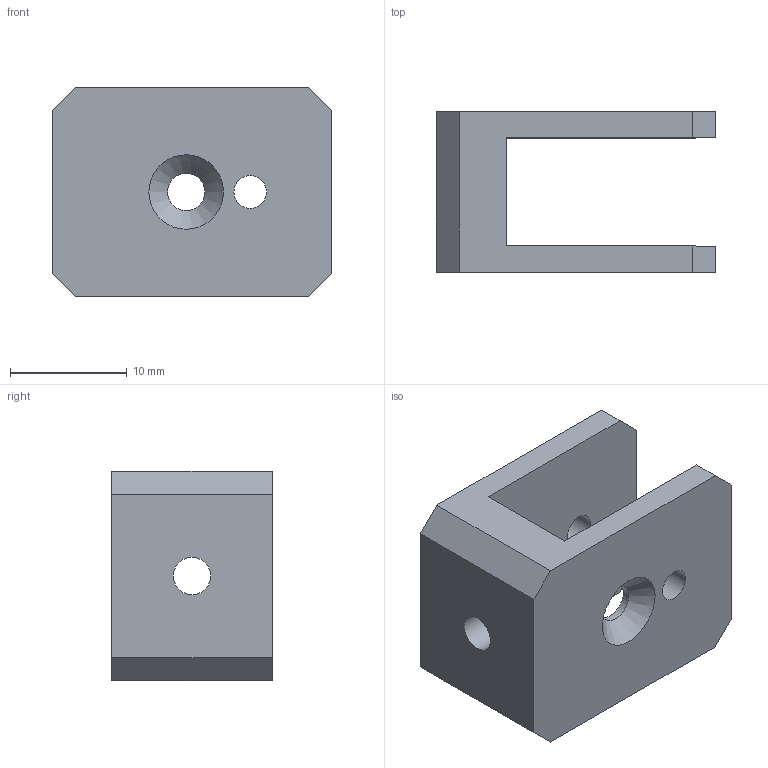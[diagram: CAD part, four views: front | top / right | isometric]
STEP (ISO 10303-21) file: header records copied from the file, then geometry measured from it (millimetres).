
FILE_DESCRIPTION(('FreeCAD Model'),'2;1');
FILE_NAME('Open CASCADE Shape Model','2021-12-18T10:35:10',('Author'),( ''),'Open CASCADE STEP processor 7.5','FreeCAD','Unknown');
FILE_SCHEMA(('AUTOMOTIVE_DESIGN { 1 0 10303 214 1 1 1 1 }'));
Length unit declared in the file: millimetre
Products named in the file (1): drilled-sync-holder
Bounding box: 24 x 13.8 x 18 mm (x, y, z)
Volume: 2691.6 mm3; surface area: 2347.9 mm2
Topology: 1 solids, 1 shells, 30 faces, 79 edges, 52 vertices
Faces by surface type: plane 23, cylinder 5, cone 2
Full cylindrical faces by diameter (mm): 2.8 x2, 3.2 x3
Entity records: 1951 total; most frequent: CARTESIAN_POINT 366, DIRECTION 270, LINE 175, VECTOR 175, ORIENTED_EDGE 158, PCURVE 158, DEFINITIONAL_REPRESENTATION 158, EDGE_CURVE 79
